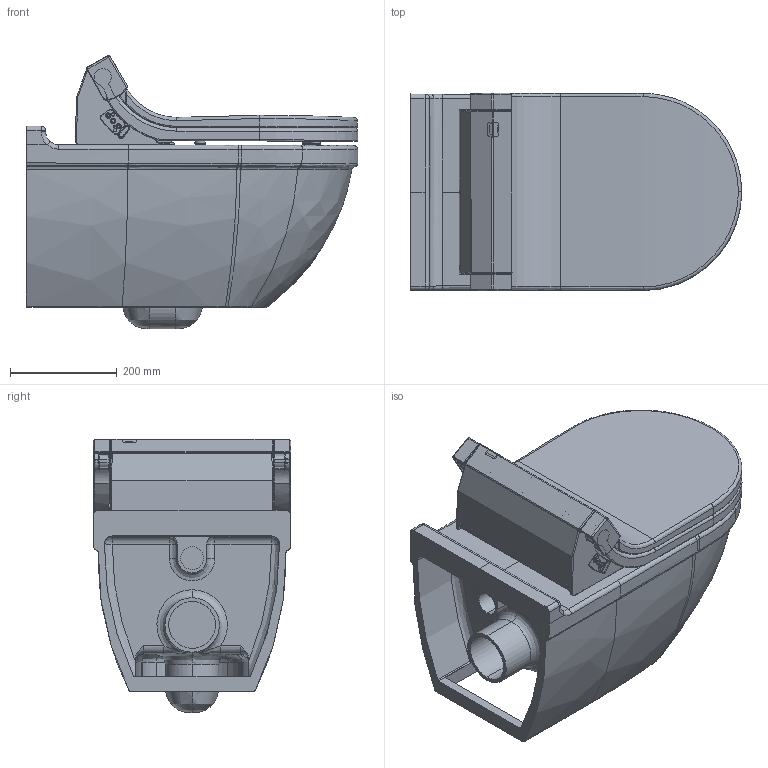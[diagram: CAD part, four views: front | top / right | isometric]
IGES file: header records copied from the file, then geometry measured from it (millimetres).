
Global section: file name: No Iges File Name specified; native system: Autodesk Inventor 2011; preprocessor: AutoDesk Inventor Iges Exporter R2011; author: Administrator; date: 20141112.190610; units: millimetre
Bounding box: 620.77 x 370.05 x 512.29 mm (x, y, z)
Volume: 32496567.8 mm3; surface area: 2209513.3 mm2
Topology: 15 solids, 15 shells, 2038 faces, 5182 edges, 3205 vertices
Faces by surface type: plane 686, bspline 599, cylinder 370, revolution 316, cone 32, torus 31, sphere 4
